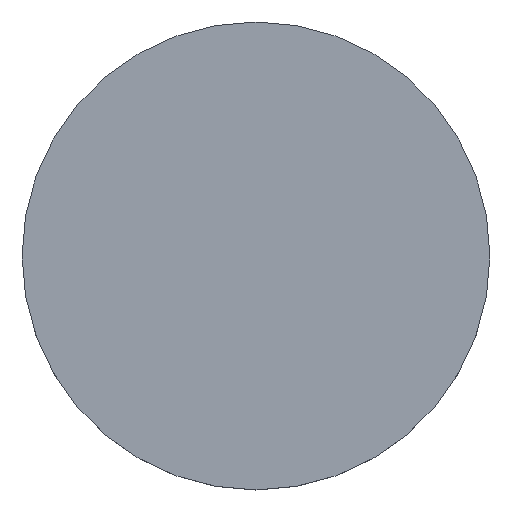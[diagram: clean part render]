
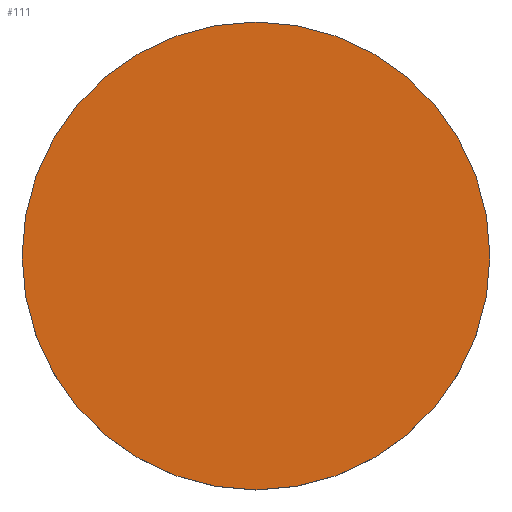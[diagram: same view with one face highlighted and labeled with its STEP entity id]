
A CAD part, top view. The second image highlights one B-rep face of the part: STEP entity #111.
In plain terms, the highlighted planar face has unit normal (0, 0, 1).
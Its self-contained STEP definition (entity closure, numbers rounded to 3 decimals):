
#10 = DIRECTION ( 'NONE',  ( 1., 0., 0. ) ) ;
#16 = ORIENTED_EDGE ( 'NONE', *, *, #155, .T. ) ;
#19 = CARTESIAN_POINT ( 'NONE',  ( 0., 0., 0. ) ) ;
#20 = EDGE_LOOP ( 'NONE', ( #16, #34 ) ) ;
#34 = ORIENTED_EDGE ( 'NONE', *, *, #90, .T. ) ;
#36 = DIRECTION ( 'NONE',  ( 1., 0., 0. ) ) ;
#37 = AXIS2_PLACEMENT_3D ( 'NONE', #47, #166, #141 ) ;
#47 = CARTESIAN_POINT ( 'NONE',  ( 0., 0., 0. ) ) ;
#50 = VERTEX_POINT ( 'NONE', #100 ) ;
#52 = AXIS2_PLACEMENT_3D ( 'NONE', #67, #117, #10 ) ;
#58 = DIRECTION ( 'NONE',  ( 0., 0., 1. ) ) ;
#67 = CARTESIAN_POINT ( 'NONE',  ( 0., 0., 0. ) ) ;
#87 = CIRCLE ( 'NONE', #163, 6.25 ) ;
#90 = EDGE_CURVE ( 'NONE', #50, #157, #87, .T. ) ;
#100 = CARTESIAN_POINT ( 'NONE',  ( -6.25, 0., 0. ) ) ;
#108 = CARTESIAN_POINT ( 'NONE',  ( 6.25, 0., 0. ) ) ;
#111 = ADVANCED_FACE ( 'NONE', ( #154 ), #113, .T. ) ;
#113 = PLANE ( 'NONE',  #37 ) ;
#117 = DIRECTION ( 'NONE',  ( 0., 0., 1. ) ) ;
#122 = CIRCLE ( 'NONE', #52, 6.25 ) ;
#141 = DIRECTION ( 'NONE',  ( 1., 0., 0. ) ) ;
#154 = FACE_OUTER_BOUND ( 'NONE', #20, .T. ) ;
#155 = EDGE_CURVE ( 'NONE', #157, #50, #122, .T. ) ;
#157 = VERTEX_POINT ( 'NONE', #108 ) ;
#163 = AXIS2_PLACEMENT_3D ( 'NONE', #19, #58, #36 ) ;
#166 = DIRECTION ( 'NONE',  ( 0., 0., 1. ) ) ;
